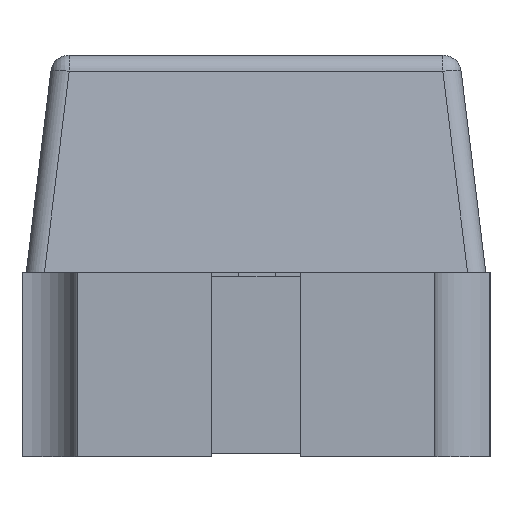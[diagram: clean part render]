
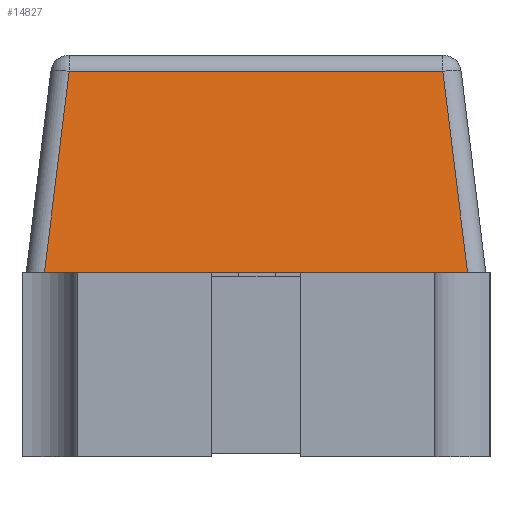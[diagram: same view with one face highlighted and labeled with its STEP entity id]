
A CAD part, left-side view. The second image highlights one B-rep face of the part: STEP entity #14827.
In plain terms, the highlighted planar face has unit normal (-0.993, 0, 0.122).
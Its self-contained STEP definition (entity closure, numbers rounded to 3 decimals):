
#56 = ORIENTED_EDGE ( 'NONE', *, *, #1309, .F. ) ;
#97 = CARTESIAN_POINT ( 'NONE',  ( -0.699, 0.373, 0.49 ) ) ;
#150 = VECTOR ( 'NONE', #8332, 1000. ) ;
#153 = ORIENTED_EDGE ( 'NONE', *, *, #16380, .T. ) ;
#273 = EDGE_CURVE ( 'NONE', #5345, #9074, #12299, .T. ) ;
#410 = CARTESIAN_POINT ( 'NONE',  ( -0.699, -0.506, 0.49 ) ) ;
#630 = VERTEX_POINT ( 'NONE', #8865 ) ;
#754 = DIRECTION ( 'NONE',  ( 0., -1., 0. ) ) ;
#1206 = ORIENTED_EDGE ( 'NONE', *, *, #8096, .T. ) ;
#1291 = EDGE_CURVE ( 'NONE', #13128, #10901, #5429, .T. ) ;
#1309 = EDGE_CURVE ( 'NONE', #16283, #6801, #18121, .T. ) ;
#1517 = PLANE ( 'NONE',  #16519 ) ;
#1523 = ORIENTED_EDGE ( 'NONE', *, *, #1992, .T. ) ;
#1992 = EDGE_CURVE ( 'NONE', #4385, #5345, #5146, .T. ) ;
#2148 = VECTOR ( 'NONE', #8069, 1000. ) ;
#2375 = CARTESIAN_POINT ( 'NONE',  ( -0.729, -0.378, 0.243 ) ) ;
#2595 = VERTEX_POINT ( 'NONE', #14044 ) ;
#2600 = DIRECTION ( 'NONE',  ( 0.122, 0., 0.993 ) ) ;
#2738 = DIRECTION ( 'NONE',  ( -0.122, 0., -0.993 ) ) ;
#4366 = DIRECTION ( 'NONE',  ( -0.993, 0., 0.122 ) ) ;
#4385 = VERTEX_POINT ( 'NONE', #8355 ) ;
#4475 = CARTESIAN_POINT ( 'NONE',  ( -0.699, 0.501, 0.49 ) ) ;
#4569 = CARTESIAN_POINT ( 'NONE',  ( -0.7, 0.575, 0.48 ) ) ;
#4632 = VECTOR ( 'NONE', #8207, 1000. ) ;
#4765 = EDGE_CURVE ( 'NONE', #630, #4385, #16384, .T. ) ;
#4908 = ORIENTED_EDGE ( 'NONE', *, *, #4765, .T. ) ;
#4914 = CARTESIAN_POINT ( 'NONE',  ( -0.7, 0.373, 0.48 ) ) ;
#5030 = EDGE_CURVE ( 'NONE', #13128, #11902, #16894, .T. ) ;
#5045 = LINE ( 'NONE', #6359, #7255 ) ;
#5146 = LINE ( 'NONE', #7846, #6678 ) ;
#5200 = DIRECTION ( 'NONE',  ( -0.121, 0.121, -0.985 ) ) ;
#5345 = VERTEX_POINT ( 'NONE', #16774 ) ;
#5429 = LINE ( 'NONE', #9825, #4632 ) ;
#5628 = EDGE_CURVE ( 'NONE', #13731, #2595, #11089, .T. ) ;
#6064 = CARTESIAN_POINT ( 'NONE',  ( -0.699, -0.378, 0.49 ) ) ;
#6342 = LINE ( 'NONE', #11958, #13915 ) ;
#6359 = CARTESIAN_POINT ( 'NONE',  ( -0.729, 0.373, 0.243 ) ) ;
#6678 = VECTOR ( 'NONE', #9486, 1000. ) ;
#6801 = VERTEX_POINT ( 'NONE', #410 ) ;
#7041 = DIRECTION ( 'NONE',  ( 0.122, 0., 0.993 ) ) ;
#7083 = ORIENTED_EDGE ( 'NONE', *, *, #16857, .T. ) ;
#7166 = VERTEX_POINT ( 'NONE', #4914 ) ;
#7255 = VECTOR ( 'NONE', #16239, 1000. ) ;
#7347 = CARTESIAN_POINT ( 'NONE',  ( -0.7, 0.501, 0.48 ) ) ;
#7457 = ORIENTED_EDGE ( 'NONE', *, *, #1291, .T. ) ;
#7846 = CARTESIAN_POINT ( 'NONE',  ( -0.632, -0.625, 1.036 ) ) ;
#7850 = LINE ( 'NONE', #12066, #9239 ) ;
#8069 = DIRECTION ( 'NONE',  ( 0., -1., 0. ) ) ;
#8096 = EDGE_CURVE ( 'NONE', #7166, #2595, #16756, .T. ) ;
#8207 = DIRECTION ( 'NONE',  ( 0., -1., 0. ) ) ;
#8214 = ORIENTED_EDGE ( 'NONE', *, *, #5628, .F. ) ;
#8332 = DIRECTION ( 'NONE',  ( 0.121, 0.121, 0.985 ) ) ;
#8355 = CARTESIAN_POINT ( 'NONE',  ( -0.632, -0.507, 1.036 ) ) ;
#8865 = CARTESIAN_POINT ( 'NONE',  ( -0.7, -0.575, 0.48 ) ) ;
#9074 = VERTEX_POINT ( 'NONE', #4569 ) ;
#9239 = VECTOR ( 'NONE', #10682, 1000. ) ;
#9250 = VECTOR ( 'NONE', #15409, 1000. ) ;
#9486 = DIRECTION ( 'NONE',  ( 0., 1., 0. ) ) ;
#9779 = CARTESIAN_POINT ( 'NONE',  ( -0.701, -0.576, 0.474 ) ) ;
#9825 = CARTESIAN_POINT ( 'NONE',  ( -0.699, 0.635, 0.49 ) ) ;
#9903 = CARTESIAN_POINT ( 'NONE',  ( -0.7, -0.506, 0.48 ) ) ;
#10682 = DIRECTION ( 'NONE',  ( 0., -1., 0. ) ) ;
#10901 = VERTEX_POINT ( 'NONE', #97 ) ;
#11015 = VECTOR ( 'NONE', #5200, 1000. ) ;
#11089 = LINE ( 'NONE', #2375, #15443 ) ;
#11099 = CARTESIAN_POINT ( 'NONE',  ( -0.682, 0.558, 0.623 ) ) ;
#11112 = VECTOR ( 'NONE', #2600, 1000. ) ;
#11356 = FACE_OUTER_BOUND ( 'NONE', #11507, .T. ) ;
#11507 = EDGE_LOOP ( 'NONE', ( #1523, #17195, #7083, #12345, #7457, #14444, #1206, #8214, #13338, #56, #153, #4908 ) ) ;
#11902 = VERTEX_POINT ( 'NONE', #7347 ) ;
#11958 = CARTESIAN_POINT ( 'NONE',  ( -0.7, -0.625, 0.48 ) ) ;
#12066 = CARTESIAN_POINT ( 'NONE',  ( -0.7, -0.625, 0.48 ) ) ;
#12299 = LINE ( 'NONE', #11099, #11015 ) ;
#12341 = CARTESIAN_POINT ( 'NONE',  ( -0.729, -0.506, 0.243 ) ) ;
#12345 = ORIENTED_EDGE ( 'NONE', *, *, #5030, .F. ) ;
#12478 = CARTESIAN_POINT ( 'NONE',  ( -0.7, -0.625, 0.48 ) ) ;
#13128 = VERTEX_POINT ( 'NONE', #4475 ) ;
#13338 = ORIENTED_EDGE ( 'NONE', *, *, #15248, .T. ) ;
#13475 = CARTESIAN_POINT ( 'NONE',  ( -0.7, -0.625, 0.48 ) ) ;
#13731 = VERTEX_POINT ( 'NONE', #6064 ) ;
#13915 = VECTOR ( 'NONE', #17641, 1000. ) ;
#14044 = CARTESIAN_POINT ( 'NONE',  ( -0.7, -0.378, 0.48 ) ) ;
#14444 = ORIENTED_EDGE ( 'NONE', *, *, #18044, .F. ) ;
#14827 = ADVANCED_FACE ( 'NONE', ( #11356 ), #1517, .T. ) ;
#15075 = VECTOR ( 'NONE', #754, 1000. ) ;
#15248 = EDGE_CURVE ( 'NONE', #13731, #6801, #17193, .T. ) ;
#15409 = DIRECTION ( 'NONE',  ( -0.122, 0., -0.993 ) ) ;
#15443 = VECTOR ( 'NONE', #2738, 1000. ) ;
#16239 = DIRECTION ( 'NONE',  ( 0.122, 0., 0.993 ) ) ;
#16283 = VERTEX_POINT ( 'NONE', #9903 ) ;
#16380 = EDGE_CURVE ( 'NONE', #16283, #630, #6342, .T. ) ;
#16384 = LINE ( 'NONE', #9779, #150 ) ;
#16436 = CARTESIAN_POINT ( 'NONE',  ( -0.699, -0.635, 0.49 ) ) ;
#16519 = AXIS2_PLACEMENT_3D ( 'NONE', #12478, #4366, #7041 ) ;
#16709 = CARTESIAN_POINT ( 'NONE',  ( -0.729, 0.501, 0.243 ) ) ;
#16756 = LINE ( 'NONE', #13475, #2148 ) ;
#16774 = CARTESIAN_POINT ( 'NONE',  ( -0.632, 0.507, 1.036 ) ) ;
#16857 = EDGE_CURVE ( 'NONE', #9074, #11902, #7850, .T. ) ;
#16894 = LINE ( 'NONE', #16709, #9250 ) ;
#17193 = LINE ( 'NONE', #16436, #15075 ) ;
#17195 = ORIENTED_EDGE ( 'NONE', *, *, #273, .T. ) ;
#17641 = DIRECTION ( 'NONE',  ( 0., -1., 0. ) ) ;
#18044 = EDGE_CURVE ( 'NONE', #7166, #10901, #5045, .T. ) ;
#18121 = LINE ( 'NONE', #12341, #11112 ) ;
